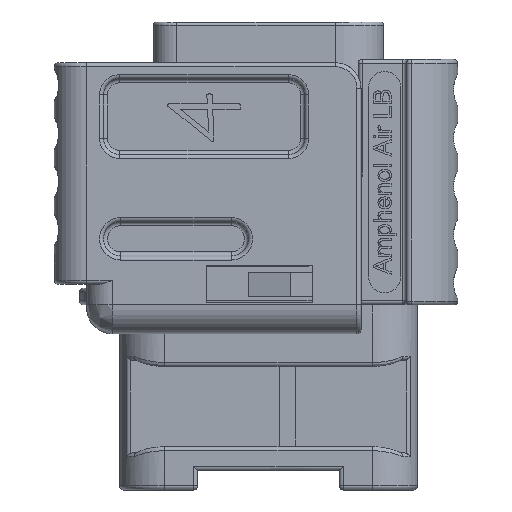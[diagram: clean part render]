
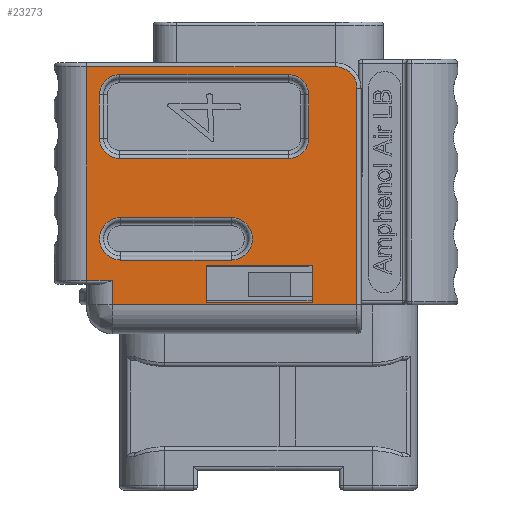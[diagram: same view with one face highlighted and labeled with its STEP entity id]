
A CAD part, left-side view. The second image highlights one B-rep face of the part: STEP entity #23273.
In plain terms, the highlighted planar face has unit normal (-1, 0, 0).
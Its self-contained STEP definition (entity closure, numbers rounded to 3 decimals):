
#696=DIRECTION('',(0.,0.,-1.));
#697=VECTOR('',#696,1.53);
#698=CARTESIAN_POINT('',(-13.75,9.7,1.53));
#699=LINE('',#698,#697);
#725=DIRECTION('',(0.,0.,-1.));
#726=VECTOR('',#725,13.27);
#727=CARTESIAN_POINT('',(-13.75,11.3,14.8));
#728=LINE('',#727,#726);
#1240=DIRECTION('',(0.,0.,-1.));
#1241=VECTOR('',#1240,13.45);
#1242=CARTESIAN_POINT('',(-13.75,-5.5,13.45));
#1243=LINE('',#1242,#1241);
#1244=DIRECTION('',(0.,-1.,0.));
#1245=VECTOR('',#1244,15.2);
#1246=CARTESIAN_POINT('',(-13.75,9.7,0.));
#1247=LINE('',#1246,#1245);
#1248=DIRECTION('',(0.,-1.,0.));
#1249=VECTOR('',#1248,1.6);
#1250=CARTESIAN_POINT('',(-13.75,11.3,1.53));
#1251=LINE('',#1250,#1249);
#1252=DIRECTION('',(0.,-1.,0.));
#1253=VECTOR('',#1252,15.45);
#1254=CARTESIAN_POINT('',(-13.75,11.3,14.8));
#1255=LINE('',#1254,#1253);
#1256=CARTESIAN_POINT('',(-13.75,-4.15,13.45));
#1257=DIRECTION('',(1.,0.,0.));
#1258=DIRECTION('',(0.,0.,1.));
#1259=AXIS2_PLACEMENT_3D('',#1256,#1257,#1258);
#1261=DIRECTION('',(0.,0.,-1.));
#1262=VECTOR('',#1261,2.3);
#1263=CARTESIAN_POINT('',(-13.75,-2.75,2.45));
#1264=LINE('',#1263,#1262);
#1265=DIRECTION('',(0.,-1.,0.));
#1266=VECTOR('',#1265,6.6);
#1267=CARTESIAN_POINT('',(-13.75,3.85,2.45));
#1268=LINE('',#1267,#1266);
#1269=DIRECTION('',(0.,0.,1.));
#1270=VECTOR('',#1269,2.3);
#1271=CARTESIAN_POINT('',(-13.75,3.85,0.15));
#1272=LINE('',#1271,#1270);
#1273=DIRECTION('',(0.,1.,0.));
#1274=VECTOR('',#1273,6.6);
#1275=CARTESIAN_POINT('',(-13.75,-2.75,0.15));
#1276=LINE('',#1275,#1274);
#1277=CARTESIAN_POINT('',(-13.75,9.25,10.35));
#1278=DIRECTION('',(1.,0.,0.));
#1279=DIRECTION('',(0.,0.,-1.));
#1280=AXIS2_PLACEMENT_3D('',#1277,#1278,#1279);
#1282=DIRECTION('',(0.,1.,0.));
#1283=VECTOR('',#1282,10.5);
#1284=CARTESIAN_POINT('',(-13.75,-1.25,9.1));
#1285=LINE('',#1284,#1283);
#1286=CARTESIAN_POINT('',(-13.75,-1.25,10.35));
#1287=DIRECTION('',(1.,0.,0.));
#1288=DIRECTION('',(0.,-1.,0.));
#1289=AXIS2_PLACEMENT_3D('',#1286,#1287,#1288);
#1291=DIRECTION('',(0.,0.,-1.));
#1292=VECTOR('',#1291,2.7);
#1293=CARTESIAN_POINT('',(-13.75,-2.5,13.05));
#1294=LINE('',#1293,#1292);
#1295=CARTESIAN_POINT('',(-13.75,-1.25,13.05));
#1296=DIRECTION('',(1.,0.,0.));
#1297=DIRECTION('',(0.,0.,1.));
#1298=AXIS2_PLACEMENT_3D('',#1295,#1296,#1297);
#1300=DIRECTION('',(0.,-1.,0.));
#1301=VECTOR('',#1300,10.5);
#1302=CARTESIAN_POINT('',(-13.75,9.25,14.3));
#1303=LINE('',#1302,#1301);
#1304=CARTESIAN_POINT('',(-13.75,9.25,13.05));
#1305=DIRECTION('',(1.,0.,0.));
#1306=DIRECTION('',(0.,1.,0.));
#1307=AXIS2_PLACEMENT_3D('',#1304,#1305,#1306);
#1309=DIRECTION('',(0.,0.,1.));
#1310=VECTOR('',#1309,2.7);
#1311=CARTESIAN_POINT('',(-13.75,10.5,10.35));
#1312=LINE('',#1311,#1310);
#1313=DIRECTION('',(0.,-1.,0.));
#1314=VECTOR('',#1313,6.86);
#1315=CARTESIAN_POINT('',(-13.75,9.18,2.79));
#1316=LINE('',#1315,#1314);
#1317=CARTESIAN_POINT('',(-13.75,2.32,4.11));
#1318=DIRECTION('',(-1.,0.,0.));
#1319=DIRECTION('',(0.,0.,-1.));
#1320=AXIS2_PLACEMENT_3D('',#1317,#1318,#1319);
#1322=DIRECTION('',(0.,1.,0.));
#1323=VECTOR('',#1322,6.86);
#1324=CARTESIAN_POINT('',(-13.75,2.32,5.43));
#1325=LINE('',#1324,#1323);
#1326=CARTESIAN_POINT('',(-13.75,9.18,4.11));
#1327=DIRECTION('',(-1.,0.,0.));
#1328=DIRECTION('',(0.,0.,1.));
#1329=AXIS2_PLACEMENT_3D('',#1326,#1327,#1328);
#20962=CARTESIAN_POINT('',(-13.75,9.7,0.));
#20964=VERTEX_POINT('',#20962);
#20978=CARTESIAN_POINT('',(-13.75,-2.75,2.45));
#20979=CARTESIAN_POINT('',(-13.75,-2.75,0.15));
#20980=VERTEX_POINT('',#20978);
#20981=VERTEX_POINT('',#20979);
#20982=CARTESIAN_POINT('',(-13.75,3.85,0.15));
#20983=VERTEX_POINT('',#20982);
#20984=CARTESIAN_POINT('',(-13.75,3.85,2.45));
#20985=VERTEX_POINT('',#20984);
#20994=CARTESIAN_POINT('',(-13.75,11.3,1.53));
#20995=CARTESIAN_POINT('',(-13.75,9.7,1.53));
#20996=VERTEX_POINT('',#20994);
#20997=VERTEX_POINT('',#20995);
#21142=CARTESIAN_POINT('',(-13.75,9.25,9.1));
#21143=CARTESIAN_POINT('',(-13.75,10.5,10.35));
#21144=VERTEX_POINT('',#21142);
#21145=VERTEX_POINT('',#21143);
#21150=CARTESIAN_POINT('',(-13.75,10.5,13.05));
#21151=VERTEX_POINT('',#21150);
#21154=CARTESIAN_POINT('',(-13.75,9.25,14.3));
#21155=VERTEX_POINT('',#21154);
#21158=CARTESIAN_POINT('',(-13.75,-1.25,14.3));
#21159=VERTEX_POINT('',#21158);
#21162=CARTESIAN_POINT('',(-13.75,-2.5,13.05));
#21163=VERTEX_POINT('',#21162);
#21166=CARTESIAN_POINT('',(-13.75,-2.5,10.35));
#21167=VERTEX_POINT('',#21166);
#21170=CARTESIAN_POINT('',(-13.75,-1.25,9.1));
#21171=VERTEX_POINT('',#21170);
#21265=CARTESIAN_POINT('',(-13.75,-5.5,0.));
#21267=VERTEX_POINT('',#21265);
#21271=CARTESIAN_POINT('',(-13.75,-5.5,13.45));
#21272=VERTEX_POINT('',#21271);
#21275=CARTESIAN_POINT('',(-13.75,-4.15,14.8));
#21276=VERTEX_POINT('',#21275);
#21279=CARTESIAN_POINT('',(-13.75,11.3,14.8));
#21280=VERTEX_POINT('',#21279);
#21603=CARTESIAN_POINT('',(-13.75,9.18,2.79));
#21604=CARTESIAN_POINT('',(-13.75,2.32,2.79));
#21605=VERTEX_POINT('',#21603);
#21606=VERTEX_POINT('',#21604);
#21609=CARTESIAN_POINT('',(-13.75,2.32,5.43));
#21610=VERTEX_POINT('',#21609);
#21613=CARTESIAN_POINT('',(-13.75,9.18,5.43));
#21614=VERTEX_POINT('',#21613);
#23221=CARTESIAN_POINT('',(-13.75,11.25,15.05));
#23222=DIRECTION('',(-1.,0.,0.));
#23223=DIRECTION('',(0.,1.,0.));
#23224=AXIS2_PLACEMENT_3D('',#23221,#23222,#23223);
#23225=PLANE('',#23224);
#23227=ORIENTED_EDGE('',*,*,#23226,.T.);
#23228=ORIENTED_EDGE('',*,*,#23192,.F.);
#23229=ORIENTED_EDGE('',*,*,#22675,.F.);
#23230=ORIENTED_EDGE('',*,*,#22691,.F.);
#23231=ORIENTED_EDGE('',*,*,#22718,.F.);
#23233=ORIENTED_EDGE('',*,*,#23232,.T.);
#23235=ORIENTED_EDGE('',*,*,#23234,.T.);
#23236=EDGE_LOOP('',(#23227,#23228,#23229,#23230,#23231,#23233,#23235));
#23237=FACE_OUTER_BOUND('',#23236,.F.);
#23238=ORIENTED_EDGE('',*,*,#22882,.F.);
#23239=ORIENTED_EDGE('',*,*,#22906,.F.);
#23240=ORIENTED_EDGE('',*,*,#22922,.F.);
#23242=ORIENTED_EDGE('',*,*,#23241,.F.);
#23243=EDGE_LOOP('',(#23238,#23239,#23240,#23242));
#23244=FACE_BOUND('',#23243,.F.);
#23246=ORIENTED_EDGE('',*,*,#23245,.F.);
#23248=ORIENTED_EDGE('',*,*,#23247,.F.);
#23250=ORIENTED_EDGE('',*,*,#23249,.F.);
#23252=ORIENTED_EDGE('',*,*,#23251,.F.);
#23254=ORIENTED_EDGE('',*,*,#23253,.F.);
#23256=ORIENTED_EDGE('',*,*,#23255,.F.);
#23258=ORIENTED_EDGE('',*,*,#23257,.F.);
#23260=ORIENTED_EDGE('',*,*,#23259,.F.);
#23261=EDGE_LOOP('',(#23246,#23248,#23250,#23252,#23254,#23256,#23258,#23260));
#23262=FACE_BOUND('',#23261,.F.);
#23264=ORIENTED_EDGE('',*,*,#23263,.T.);
#23266=ORIENTED_EDGE('',*,*,#23265,.T.);
#23268=ORIENTED_EDGE('',*,*,#23267,.T.);
#23270=ORIENTED_EDGE('',*,*,#23269,.T.);
#23271=EDGE_LOOP('',(#23264,#23266,#23268,#23270));
#23272=FACE_BOUND('',#23271,.F.);
#23273=ADVANCED_FACE('',(#23237,#23244,#23262,#23272),#23225,.T.);
#1260=CIRCLE('',#1259,1.35);
#1281=CIRCLE('',#1280,1.25);
#1290=CIRCLE('',#1289,1.25);
#1299=CIRCLE('',#1298,1.25);
#1308=CIRCLE('',#1307,1.25);
#1321=CIRCLE('',#1320,1.32);
#1330=CIRCLE('',#1329,1.32);
#22675=EDGE_CURVE('',#20997,#20964,#699,.T.);
#22691=EDGE_CURVE('',#20996,#20997,#1251,.T.);
#22718=EDGE_CURVE('',#21280,#20996,#728,.T.);
#22882=EDGE_CURVE('',#20980,#20981,#1264,.T.);
#22906=EDGE_CURVE('',#20985,#20980,#1268,.T.);
#22922=EDGE_CURVE('',#20983,#20985,#1272,.T.);
#23192=EDGE_CURVE('',#20964,#21267,#1247,.T.);
#23226=EDGE_CURVE('',#21272,#21267,#1243,.T.);
#23232=EDGE_CURVE('',#21280,#21276,#1255,.T.);
#23234=EDGE_CURVE('',#21276,#21272,#1260,.T.);
#23241=EDGE_CURVE('',#20981,#20983,#1276,.T.);
#23245=EDGE_CURVE('',#21144,#21145,#1281,.T.);
#23247=EDGE_CURVE('',#21171,#21144,#1285,.T.);
#23249=EDGE_CURVE('',#21167,#21171,#1290,.T.);
#23251=EDGE_CURVE('',#21163,#21167,#1294,.T.);
#23253=EDGE_CURVE('',#21159,#21163,#1299,.T.);
#23255=EDGE_CURVE('',#21155,#21159,#1303,.T.);
#23257=EDGE_CURVE('',#21151,#21155,#1308,.T.);
#23259=EDGE_CURVE('',#21145,#21151,#1312,.T.);
#23263=EDGE_CURVE('',#21605,#21606,#1316,.T.);
#23265=EDGE_CURVE('',#21606,#21610,#1321,.T.);
#23267=EDGE_CURVE('',#21610,#21614,#1325,.T.);
#23269=EDGE_CURVE('',#21614,#21605,#1330,.T.);
